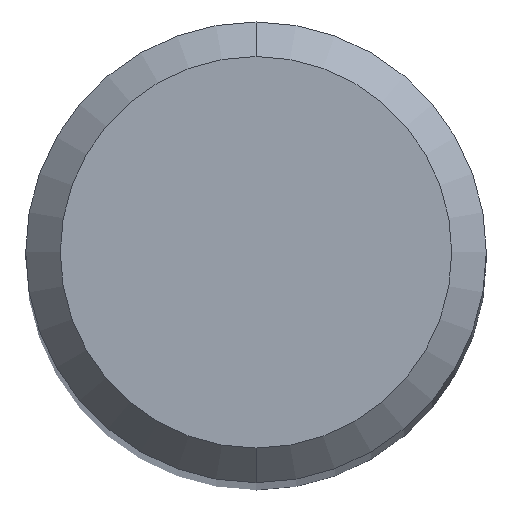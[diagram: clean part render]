
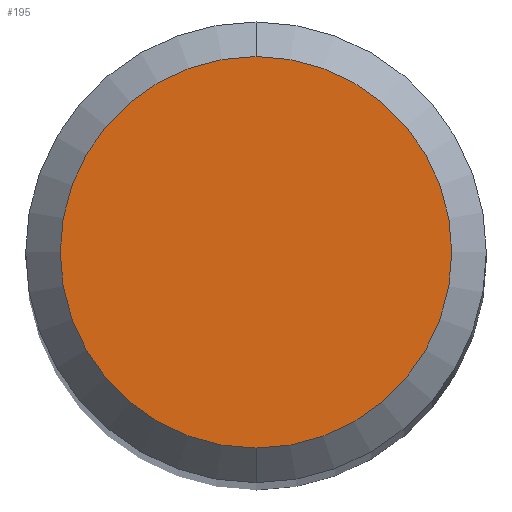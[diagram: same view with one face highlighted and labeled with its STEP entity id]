
A CAD part, top view. The second image highlights one B-rep face of the part: STEP entity #195.
In plain terms, the highlighted planar face has unit normal (0, 0, 1).
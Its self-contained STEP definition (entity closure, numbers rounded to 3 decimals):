
#127=VERTEX_POINT('',#300);
#173=EDGE_CURVE('',#127,#251,#355,.T.);
#195=ADVANCED_FACE('',(#378),#379,.T.);
#215=EDGE_CURVE('',#251,#127,#401,.T.);
#251=VERTEX_POINT('',#444);
#300=CARTESIAN_POINT('',(0.0,1.7,0.0));
#355=CIRCLE('',#560,1.7);
#378=FACE_OUTER_BOUND('',#591,.T.);
#379=PLANE('',#592);
#401=CIRCLE('',#616,1.7);
#444=CARTESIAN_POINT('',(0.,-1.7,0.0));
#560=AXIS2_PLACEMENT_3D('',#784,#785,#786);
#591=EDGE_LOOP('',(#810,#811));
#592=AXIS2_PLACEMENT_3D('',#812,#813,#814);
#616=AXIS2_PLACEMENT_3D('',#838,#839,#840);
#784=CARTESIAN_POINT('',(0.0,0.0,0.0));
#785=DIRECTION('',(0.0,0.0,-1.0));
#786=DIRECTION('',(0.0,1.0,0.0));
#810=ORIENTED_EDGE('',*,*,#173,.F.);
#811=ORIENTED_EDGE('',*,*,#215,.F.);
#812=CARTESIAN_POINT('',(0.0,0.85,0.0));
#813=DIRECTION('',(-0.0,0.0,1.0));
#814=DIRECTION('',(0.0,-1.0,0.0));
#838=CARTESIAN_POINT('',(0.0,0.0,0.0));
#839=DIRECTION('',(0.0,0.0,-1.0));
#840=DIRECTION('',(0.0,1.0,0.0));
